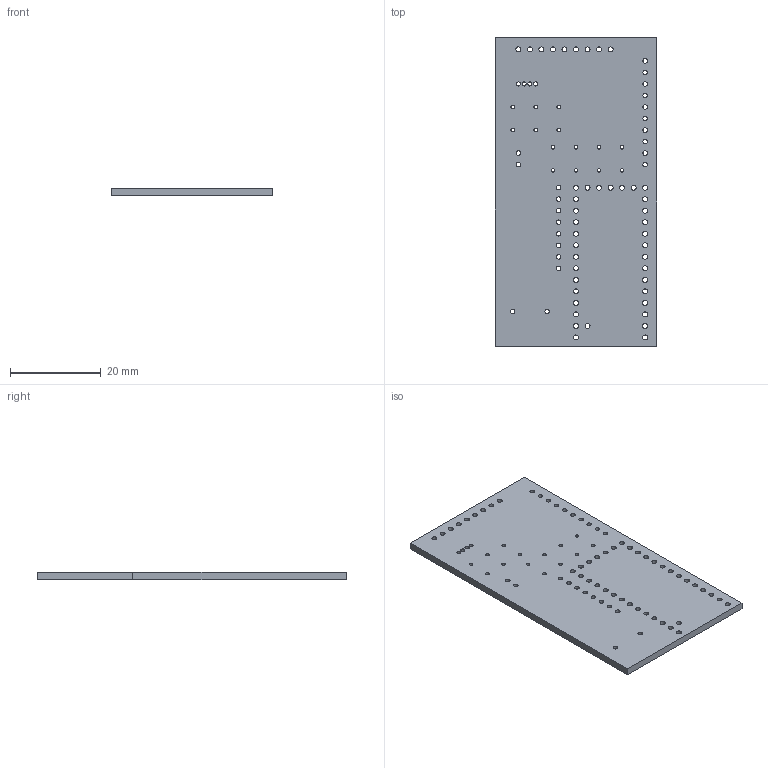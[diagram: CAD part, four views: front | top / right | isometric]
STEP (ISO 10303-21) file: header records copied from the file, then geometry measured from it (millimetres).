
FILE_DESCRIPTION(('KiCad electronic assembly'),'2;1');
FILE_NAME('project.step','2021-04-29T21:34:43',('An Author'),( 'A Company'),'Open CASCADE STEP processor 7.5', 'KiCad to STEP converter','Unknown');
FILE_SCHEMA(('AUTOMOTIVE_DESIGN { 1 0 10303 214 1 1 1 1 }'));
Length unit declared in the file: millimetre
Products named in the file (2): Open CASCADE STEP translator 7.5 1; COMPOUND
Assembly tree (1 placements, depth 2):
  Open CASCADE STEP translator 7.5 1
    COMPOUND
Bounding box: 35.56 x 67.94 x 1.6 mm (x, y, z)
Volume: 3757.4 mm3; surface area: 5450.7 mm2
Topology: 1 solids, 1 shells, 90 faces, 264 edges, 176 vertices
Faces by surface type: cylinder 83, plane 7
Full cylindrical faces by diameter (mm): 0.8 x14, 0.9 x4, 1 x22, 1.1 x43
Entity records: 7403 total; most frequent: CARTESIAN_POINT 2056, DIRECTION 976, ORIENTED_EDGE 528, PCURVE 528, DEFINITIONAL_REPRESENTATION 528, LINE 460, VECTOR 460, EDGE_CURVE 264
